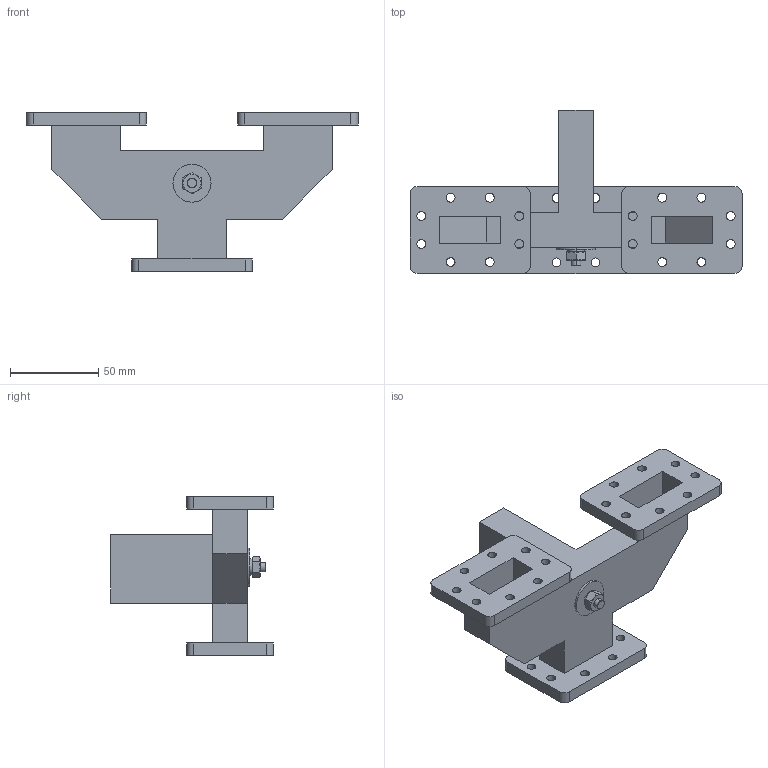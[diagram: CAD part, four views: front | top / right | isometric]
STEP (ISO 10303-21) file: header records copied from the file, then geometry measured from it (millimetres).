
FILE_DESCRIPTION (( 'STEP AP214' ), '1' );
FILE_NAME ('FMW137DV001_3D.step', '2024-09-09T14:31:01', ( '' ), ( '' ), 'SwSTEP 2.0', 'SolidWorks 2022', '' );
FILE_SCHEMA (( 'AUTOMOTIVE_DESIGN' ));
Length unit declared in the file: inch
Products named in the file (1): FMW137DV001_3D
Bounding box: 188.3 x 92.42 x 90 mm (x, y, z)
Volume: 109916.5 mm3; surface area: 78541.1 mm2
Topology: 1 solids, 1 shells, 139 faces, 388 edges, 257 vertices
Faces by surface type: cylinder 66, plane 62, cone 11
Entity records: 4727 total; most frequent: CARTESIAN_POINT 899, DIRECTION 793, ORIENTED_EDGE 776, EDGE_CURVE 388, AXIS2_PLACEMENT_3D 283, VERTEX_POINT 257, VECTOR 227, LINE 227
